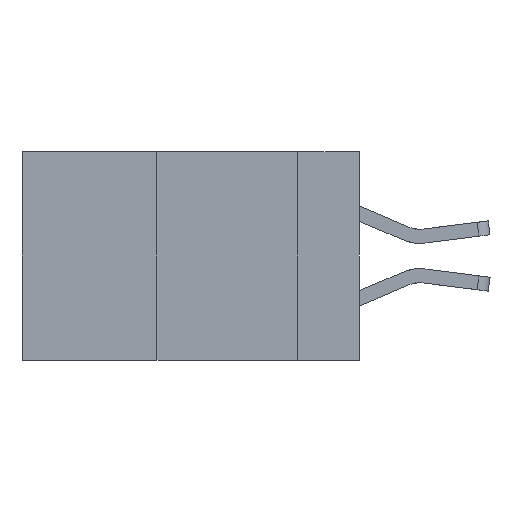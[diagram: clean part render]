
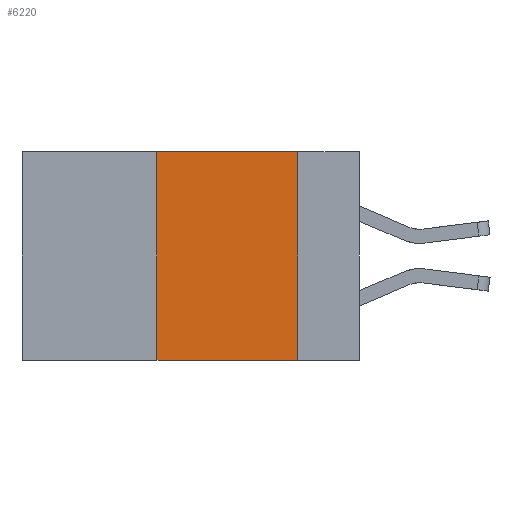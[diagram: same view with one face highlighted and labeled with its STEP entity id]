
A CAD part, left-side view. The second image highlights one B-rep face of the part: STEP entity #6220.
In plain terms, the highlighted planar face has unit normal (-1, 0, 0).
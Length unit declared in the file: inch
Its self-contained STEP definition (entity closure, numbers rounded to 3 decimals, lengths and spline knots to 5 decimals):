
#294 = CARTESIAN_POINT ( 'NONE',  ( 0., 0.36, 0. ) ) ;
#587 = EDGE_CURVE ( 'NONE', #3899, #8894, #3821, .T. ) ;
#672 = DIRECTION ( 'NONE',  ( 0., 0., -1. ) ) ;
#1055 = ORIENTED_EDGE ( 'NONE', *, *, #5047, .F. ) ;
#1211 = VECTOR ( 'NONE', #4425, 39.37008 ) ;
#1364 = CARTESIAN_POINT ( 'NONE',  ( 0., 0.6, 0. ) ) ;
#2862 = VECTOR ( 'NONE', #6158, 39.37008 ) ;
#2937 = CARTESIAN_POINT ( 'NONE',  ( 0., 0.6, 0. ) ) ;
#3015 = DIRECTION ( 'NONE',  ( 1., 0., 0. ) ) ;
#3332 = VECTOR ( 'NONE', #672, 39.37008 ) ;
#3821 = LINE ( 'NONE', #5614, #3332 ) ;
#3866 = ORIENTED_EDGE ( 'NONE', *, *, #4036, .F. ) ;
#3899 = VERTEX_POINT ( 'NONE', #5093 ) ;
#4036 = EDGE_CURVE ( 'NONE', #7047, #6713, #5661, .T. ) ;
#4425 = DIRECTION ( 'NONE',  ( 0., 0., 1. ) ) ;
#4621 = DIRECTION ( 'NONE',  ( 0., -1., 0. ) ) ;
#4662 = CARTESIAN_POINT ( 'NONE',  ( 0., 0.6, -0.37 ) ) ;
#4744 = LINE ( 'NONE', #1364, #2862 ) ;
#4848 = CARTESIAN_POINT ( 'NONE',  ( 0., 0.36, -0.37 ) ) ;
#5047 = EDGE_CURVE ( 'NONE', #6713, #3899, #4744, .T. ) ;
#5093 = CARTESIAN_POINT ( 'NONE',  ( 0., 0.11, 0. ) ) ;
#5270 = EDGE_CURVE ( 'NONE', #7047, #8894, #9419, .T. ) ;
#5309 = EDGE_LOOP ( 'NONE', ( #5656, #1055, #3866, #5639 ) ) ;
#5614 = CARTESIAN_POINT ( 'NONE',  ( 0., 0.11, 0. ) ) ;
#5639 = ORIENTED_EDGE ( 'NONE', *, *, #5270, .T. ) ;
#5656 = ORIENTED_EDGE ( 'NONE', *, *, #587, .F. ) ;
#5661 = LINE ( 'NONE', #10100, #1211 ) ;
#6158 = DIRECTION ( 'NONE',  ( 0., -1., 0. ) ) ;
#6220 = ADVANCED_FACE ( 'NONE', ( #10454 ), #8503, .F. ) ;
#6713 = VERTEX_POINT ( 'NONE', #294 ) ;
#7047 = VERTEX_POINT ( 'NONE', #4848 ) ;
#8261 = VECTOR ( 'NONE', #4621, 39.37008 ) ;
#8503 = PLANE ( 'NONE',  #9197 ) ;
#8894 = VERTEX_POINT ( 'NONE', #10406 ) ;
#9197 = AXIS2_PLACEMENT_3D ( 'NONE', #2937, #3015, #9387 ) ;
#9387 = DIRECTION ( 'NONE',  ( 0., 0., -1. ) ) ;
#9419 = LINE ( 'NONE', #4662, #8261 ) ;
#10100 = CARTESIAN_POINT ( 'NONE',  ( 0., 0.36, 0. ) ) ;
#10406 = CARTESIAN_POINT ( 'NONE',  ( 0., 0.11, -0.37 ) ) ;
#10454 = FACE_OUTER_BOUND ( 'NONE', #5309, .T. ) ;
